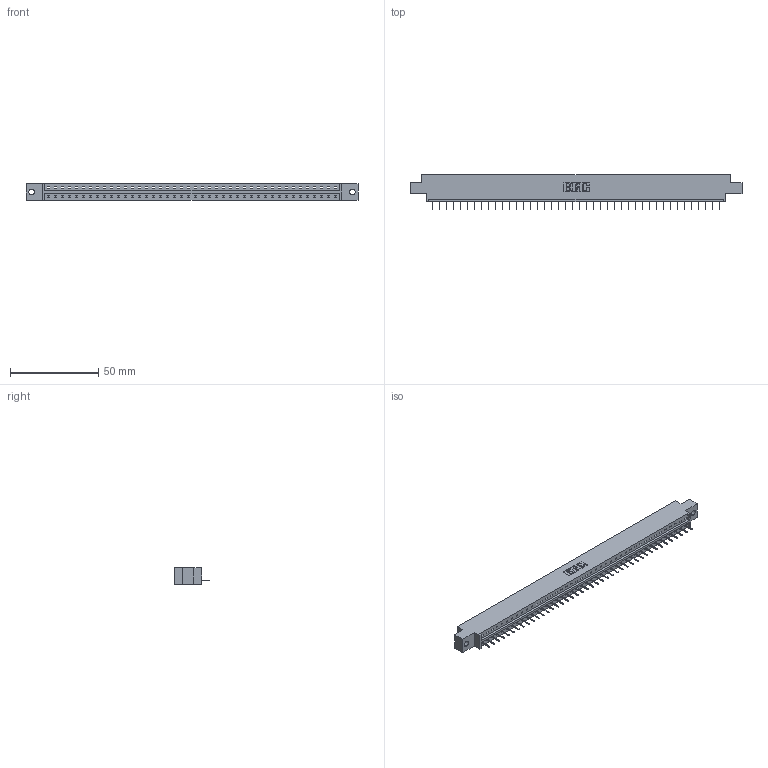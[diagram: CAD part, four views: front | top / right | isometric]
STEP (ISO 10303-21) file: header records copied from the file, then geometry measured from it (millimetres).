
FILE_DESCRIPTION (( 'STEP AP203' ), '1' );
FILE_NAME ('833-042-524-602.STEP', '2020-06-03T21:01:08', ( '' ), ( '' ), 'SwSTEP 2.0', 'SolidWorks 2020', '' );
FILE_SCHEMA (( 'CONFIG_CONTROL_DESIGN' ));
Length unit declared in the file: inch
Products named in the file (3): 833 Part_Offset - .128 Dia; 345-292-001_345-293-124; 833-042-524-602
Assembly tree (43 placements, depth 2):
  833-042-524-602
    833 Part_Offset - .128 Dia
    345-292-001_345-293-124  x42
Bounding box: 187.96 x 19.69 x 9.4 mm (x, y, z)
Volume: 18483.7 mm3; surface area: 19354.6 mm2
Topology: 43 solids, 43 shells, 2722 faces, 7883 edges, 5086 vertices
Faces by surface type: plane 2090, cylinder 632
Entity records: 25885 total; most frequent: CARTESIAN_POINT 4472, ORIENTED_EDGE 4450, DIRECTION 3773, EDGE_CURVE 2225, VECTOR 2101, LINE 2101, VERTEX_POINT 1478, AXIS2_PLACEMENT_3D 836
